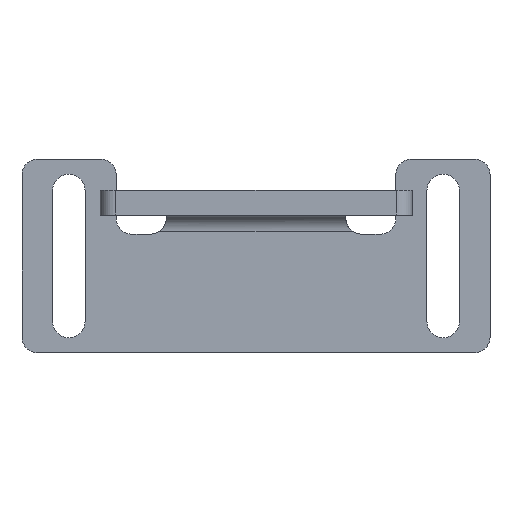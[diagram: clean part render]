
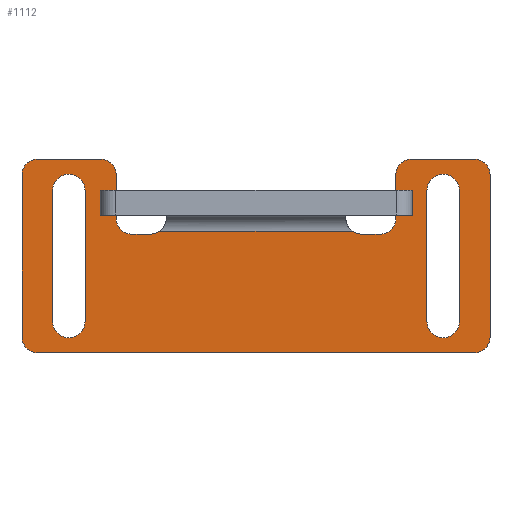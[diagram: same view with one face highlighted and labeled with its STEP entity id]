
A CAD part, top view. The second image highlights one B-rep face of the part: STEP entity #1112.
In plain terms, the highlighted planar face has unit normal (0, 0, 1).
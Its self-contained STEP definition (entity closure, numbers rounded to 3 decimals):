
#13=FACE_BOUND($,#128,.T.);
#14=FACE_BOUND($,#129,.T.);
#15=FACE_BOUND($,#130,.T.);
#36=PLANE($,#1187);
#128=EDGE_LOOP($,(#789,#790,#791,#792));
#129=EDGE_LOOP($,(#793,#794,#795,#796));
#130=EDGE_LOOP($,(#797,#798,#799,#800,#801,#802,#803,#804,#805,#806,#807,
#808,#809,#810,#811,#812,#813,#814,#815,#816));
#208=LINE($,#1707,#316);
#209=LINE($,#1725,#317);
#210=LINE($,#1728,#318);
#211=LINE($,#1733,#319);
#212=LINE($,#1736,#320);
#213=LINE($,#1740,#321);
#214=LINE($,#1744,#322);
#215=LINE($,#1748,#323);
#216=LINE($,#1752,#324);
#217=LINE($,#1756,#325);
#218=LINE($,#1760,#326);
#219=LINE($,#1764,#327);
#220=LINE($,#1768,#328);
#221=LINE($,#1772,#329);
#316=VECTOR($,#1355,30.91);
#317=VECTOR($,#1360,21.);
#318=VECTOR($,#1363,21.);
#319=VECTOR($,#1366,21.);
#320=VECTOR($,#1369,21.);
#321=VECTOR($,#1372,3.);
#322=VECTOR($,#1375,7.);
#323=VECTOR($,#1378,10.1);
#324=VECTOR($,#1381,26.);
#325=VECTOR($,#1384,70.);
#326=VECTOR($,#1387,26.);
#327=VECTOR($,#1390,10.1);
#328=VECTOR($,#1393,7.);
#329=VECTOR($,#1396,3.);
#413=CIRCLE($,#1188,2.6);
#414=CIRCLE($,#1189,2.6);
#415=CIRCLE($,#1190,2.6);
#416=CIRCLE($,#1191,2.6);
#417=CIRCLE($,#1192,2.5);
#418=CIRCLE($,#1193,2.5);
#419=CIRCLE($,#1194,2.5);
#420=CIRCLE($,#1195,2.5);
#421=CIRCLE($,#1196,2.5);
#422=CIRCLE($,#1197,2.5);
#423=CIRCLE($,#1198,2.5);
#424=CIRCLE($,#1199,2.5);
#425=CIRCLE($,#1200,2.5);
#426=CIRCLE($,#1201,2.5);
#483=VERTEX_POINT($,#1693);
#484=VERTEX_POINT($,#1706);
#485=VERTEX_POINT($,#1721);
#486=VERTEX_POINT($,#1722);
#487=VERTEX_POINT($,#1724);
#488=VERTEX_POINT($,#1726);
#489=VERTEX_POINT($,#1729);
#490=VERTEX_POINT($,#1730);
#491=VERTEX_POINT($,#1732);
#492=VERTEX_POINT($,#1734);
#493=VERTEX_POINT($,#1737);
#494=VERTEX_POINT($,#1739);
#495=VERTEX_POINT($,#1741);
#496=VERTEX_POINT($,#1743);
#497=VERTEX_POINT($,#1745);
#498=VERTEX_POINT($,#1747);
#499=VERTEX_POINT($,#1749);
#500=VERTEX_POINT($,#1751);
#501=VERTEX_POINT($,#1753);
#502=VERTEX_POINT($,#1755);
#503=VERTEX_POINT($,#1757);
#504=VERTEX_POINT($,#1759);
#505=VERTEX_POINT($,#1761);
#506=VERTEX_POINT($,#1763);
#507=VERTEX_POINT($,#1765);
#508=VERTEX_POINT($,#1767);
#509=VERTEX_POINT($,#1769);
#510=VERTEX_POINT($,#1771);
#607=EDGE_CURVE($,#483,#484,#208,.T.);
#609=EDGE_CURVE($,#485,#486,#413,.T.);
#610=EDGE_CURVE($,#486,#487,#209,.T.);
#611=EDGE_CURVE($,#487,#488,#414,.T.);
#612=EDGE_CURVE($,#488,#485,#210,.T.);
#613=EDGE_CURVE($,#489,#490,#415,.T.);
#614=EDGE_CURVE($,#490,#491,#211,.T.);
#615=EDGE_CURVE($,#491,#492,#416,.T.);
#616=EDGE_CURVE($,#492,#489,#212,.T.);
#617=EDGE_CURVE($,#493,#483,#417,.T.);
#618=EDGE_CURVE($,#493,#494,#213,.T.);
#619=EDGE_CURVE($,#495,#494,#418,.T.);
#620=EDGE_CURVE($,#495,#496,#214,.T.);
#621=EDGE_CURVE($,#497,#496,#419,.T.);
#622=EDGE_CURVE($,#497,#498,#215,.T.);
#623=EDGE_CURVE($,#499,#498,#420,.T.);
#624=EDGE_CURVE($,#499,#500,#216,.T.);
#625=EDGE_CURVE($,#501,#500,#421,.T.);
#626=EDGE_CURVE($,#501,#502,#217,.T.);
#627=EDGE_CURVE($,#503,#502,#422,.T.);
#628=EDGE_CURVE($,#503,#504,#218,.T.);
#629=EDGE_CURVE($,#505,#504,#423,.T.);
#630=EDGE_CURVE($,#505,#506,#219,.T.);
#631=EDGE_CURVE($,#507,#506,#424,.T.);
#632=EDGE_CURVE($,#507,#508,#220,.T.);
#633=EDGE_CURVE($,#509,#508,#425,.T.);
#634=EDGE_CURVE($,#509,#510,#221,.T.);
#635=EDGE_CURVE($,#484,#510,#426,.T.);
#789=ORIENTED_EDGE($,*,*,#609,.T.);
#790=ORIENTED_EDGE($,*,*,#610,.T.);
#791=ORIENTED_EDGE($,*,*,#611,.T.);
#792=ORIENTED_EDGE($,*,*,#612,.T.);
#793=ORIENTED_EDGE($,*,*,#613,.T.);
#794=ORIENTED_EDGE($,*,*,#614,.T.);
#795=ORIENTED_EDGE($,*,*,#615,.T.);
#796=ORIENTED_EDGE($,*,*,#616,.T.);
#797=ORIENTED_EDGE($,*,*,#607,.F.);
#798=ORIENTED_EDGE($,*,*,#617,.F.);
#799=ORIENTED_EDGE($,*,*,#618,.T.);
#800=ORIENTED_EDGE($,*,*,#619,.F.);
#801=ORIENTED_EDGE($,*,*,#620,.T.);
#802=ORIENTED_EDGE($,*,*,#621,.F.);
#803=ORIENTED_EDGE($,*,*,#622,.T.);
#804=ORIENTED_EDGE($,*,*,#623,.F.);
#805=ORIENTED_EDGE($,*,*,#624,.T.);
#806=ORIENTED_EDGE($,*,*,#625,.F.);
#807=ORIENTED_EDGE($,*,*,#626,.T.);
#808=ORIENTED_EDGE($,*,*,#627,.F.);
#809=ORIENTED_EDGE($,*,*,#628,.T.);
#810=ORIENTED_EDGE($,*,*,#629,.F.);
#811=ORIENTED_EDGE($,*,*,#630,.T.);
#812=ORIENTED_EDGE($,*,*,#631,.F.);
#813=ORIENTED_EDGE($,*,*,#632,.T.);
#814=ORIENTED_EDGE($,*,*,#633,.F.);
#815=ORIENTED_EDGE($,*,*,#634,.T.);
#816=ORIENTED_EDGE($,*,*,#635,.F.);
#1112=ADVANCED_FACE($,(#13,#14,#15),#36,.T.);
#1187=AXIS2_PLACEMENT_3D($,#1720,#1356,#1357);
#1188=AXIS2_PLACEMENT_3D($,#1723,#1358,#1359);
#1189=AXIS2_PLACEMENT_3D($,#1727,#1361,#1362);
#1190=AXIS2_PLACEMENT_3D($,#1731,#1364,#1365);
#1191=AXIS2_PLACEMENT_3D($,#1735,#1367,#1368);
#1192=AXIS2_PLACEMENT_3D($,#1738,#1370,#1371);
#1193=AXIS2_PLACEMENT_3D($,#1742,#1373,#1374);
#1194=AXIS2_PLACEMENT_3D($,#1746,#1376,#1377);
#1195=AXIS2_PLACEMENT_3D($,#1750,#1379,#1380);
#1196=AXIS2_PLACEMENT_3D($,#1754,#1382,#1383);
#1197=AXIS2_PLACEMENT_3D($,#1758,#1385,#1386);
#1198=AXIS2_PLACEMENT_3D($,#1762,#1388,#1389);
#1199=AXIS2_PLACEMENT_3D($,#1766,#1391,#1392);
#1200=AXIS2_PLACEMENT_3D($,#1770,#1394,#1395);
#1201=AXIS2_PLACEMENT_3D($,#1773,#1397,#1398);
#1355=DIRECTION($,(1.,0.,0.));
#1356=DIRECTION('center_axis',(0.,0.,1.));
#1357=DIRECTION('ref_axis',(1.,0.,0.));
#1358=DIRECTION('center_axis',(0.,0.,-1.));
#1359=DIRECTION('ref_axis',(-1.,0.,0.));
#1360=DIRECTION($,(0.,1.,0.));
#1361=DIRECTION('center_axis',(0.,0.,-1.));
#1362=DIRECTION('ref_axis',(1.,0.,0.));
#1363=DIRECTION($,(0.,-1.,0.));
#1364=DIRECTION('center_axis',(0.,0.,-1.));
#1365=DIRECTION('ref_axis',(1.,0.,0.));
#1366=DIRECTION($,(0.,-1.,0.));
#1367=DIRECTION('center_axis',(0.,0.,-1.));
#1368=DIRECTION('ref_axis',(-1.,0.,0.));
#1369=DIRECTION($,(0.,1.,0.));
#1370=DIRECTION('center_axis',(0.,0.,1.));
#1371=DIRECTION('ref_axis',(0.707,-0.707,0.));
#1372=DIRECTION($,(-1.,0.,0.));
#1373=DIRECTION('center_axis',(0.,0.,1.));
#1374=DIRECTION('ref_axis',(-0.707,-0.707,0.));
#1375=DIRECTION($,(0.,1.,0.));
#1376=DIRECTION('center_axis',(0.,0.,-1.));
#1377=DIRECTION('ref_axis',(0.707,0.707,0.));
#1378=DIRECTION($,(-1.,0.,0.));
#1379=DIRECTION('center_axis',(0.,0.,-1.));
#1380=DIRECTION('ref_axis',(-0.707,0.707,0.));
#1381=DIRECTION($,(0.,-1.,0.));
#1382=DIRECTION('center_axis',(0.,0.,-1.));
#1383=DIRECTION('ref_axis',(-0.707,-0.707,0.));
#1384=DIRECTION($,(1.,0.,0.));
#1385=DIRECTION('center_axis',(0.,0.,-1.));
#1386=DIRECTION('ref_axis',(0.707,-0.707,0.));
#1387=DIRECTION($,(0.,1.,0.));
#1388=DIRECTION('center_axis',(0.,0.,-1.));
#1389=DIRECTION('ref_axis',(0.707,0.707,0.));
#1390=DIRECTION($,(-1.,0.,0.));
#1391=DIRECTION('center_axis',(0.,0.,-1.));
#1392=DIRECTION('ref_axis',(-0.707,0.707,0.));
#1393=DIRECTION($,(0.,-1.,0.));
#1394=DIRECTION('center_axis',(0.,0.,1.));
#1395=DIRECTION('ref_axis',(0.707,-0.707,0.));
#1396=DIRECTION($,(-1.,0.,0.));
#1397=DIRECTION('center_axis',(0.,0.,1.));
#1398=DIRECTION('ref_axis',(-0.707,-0.707,0.));
#1693=CARTESIAN_POINT('',(-15.455,3.96,4.));
#1706=CARTESIAN_POINT('',(15.455,3.96,4.));
#1707=CARTESIAN_POINT($,(0.,3.96,4.));
#1720=CARTESIAN_POINT('Origin',(0.,0.,4.));
#1721=CARTESIAN_POINT('',(32.6,-10.5,4.));
#1722=CARTESIAN_POINT('',(27.4,-10.5,4.));
#1723=CARTESIAN_POINT('Origin',(30.,-10.5,4.));
#1724=CARTESIAN_POINT('',(27.4,10.5,4.));
#1725=CARTESIAN_POINT($,(27.4,-5.25,4.));
#1726=CARTESIAN_POINT('',(32.6,10.5,4.));
#1727=CARTESIAN_POINT('Origin',(30.,10.5,4.));
#1728=CARTESIAN_POINT($,(32.6,5.25,4.));
#1729=CARTESIAN_POINT('',(-32.6,10.5,4.));
#1730=CARTESIAN_POINT('',(-27.4,10.5,4.));
#1731=CARTESIAN_POINT('Origin',(-30.,10.5,4.));
#1732=CARTESIAN_POINT('',(-27.4,-10.5,4.));
#1733=CARTESIAN_POINT($,(-27.4,5.25,4.));
#1734=CARTESIAN_POINT('',(-32.6,-10.5,4.));
#1735=CARTESIAN_POINT('Origin',(-30.,-10.5,4.));
#1736=CARTESIAN_POINT($,(-32.6,-5.25,4.));
#1737=CARTESIAN_POINT('',(-16.9,3.5,4.));
#1738=CARTESIAN_POINT('Origin',(-16.9,6.,4.));
#1739=CARTESIAN_POINT('',(-19.9,3.5,4.));
#1740=CARTESIAN_POINT($,(-7.2,3.5,4.));
#1741=CARTESIAN_POINT('',(-22.4,6.,4.));
#1742=CARTESIAN_POINT('Origin',(-19.9,6.,4.));
#1743=CARTESIAN_POINT('',(-22.4,13.,4.));
#1744=CARTESIAN_POINT($,(-22.4,1.75,4.));
#1745=CARTESIAN_POINT('',(-24.9,15.5,4.));
#1746=CARTESIAN_POINT('Origin',(-24.9,13.,4.));
#1747=CARTESIAN_POINT('',(-35.,15.5,4.));
#1748=CARTESIAN_POINT($,(37.5,15.5,4.));
#1749=CARTESIAN_POINT('',(-37.5,13.,4.));
#1750=CARTESIAN_POINT('Origin',(-35.,13.,4.));
#1751=CARTESIAN_POINT('',(-37.5,-13.,4.));
#1752=CARTESIAN_POINT($,(-37.5,15.5,4.));
#1753=CARTESIAN_POINT('',(-35.,-15.5,4.));
#1754=CARTESIAN_POINT('Origin',(-35.,-13.,4.));
#1755=CARTESIAN_POINT('',(35.,-15.5,4.));
#1756=CARTESIAN_POINT($,(-37.5,-15.5,4.));
#1757=CARTESIAN_POINT('',(37.5,-13.,4.));
#1758=CARTESIAN_POINT('Origin',(35.,-13.,4.));
#1759=CARTESIAN_POINT('',(37.5,13.,4.));
#1760=CARTESIAN_POINT($,(37.5,-15.5,4.));
#1761=CARTESIAN_POINT('',(35.,15.5,4.));
#1762=CARTESIAN_POINT('Origin',(35.,13.,4.));
#1763=CARTESIAN_POINT('',(24.9,15.5,4.));
#1764=CARTESIAN_POINT($,(37.5,15.5,4.));
#1765=CARTESIAN_POINT('',(22.4,13.,4.));
#1766=CARTESIAN_POINT('Origin',(24.9,13.,4.));
#1767=CARTESIAN_POINT('',(22.4,6.,4.));
#1768=CARTESIAN_POINT($,(22.4,7.75,4.));
#1769=CARTESIAN_POINT('',(19.9,3.5,4.));
#1770=CARTESIAN_POINT('Origin',(19.9,6.,4.));
#1771=CARTESIAN_POINT('',(16.9,3.5,4.));
#1772=CARTESIAN_POINT($,(11.2,3.5,4.));
#1773=CARTESIAN_POINT('Origin',(16.9,6.,4.));
